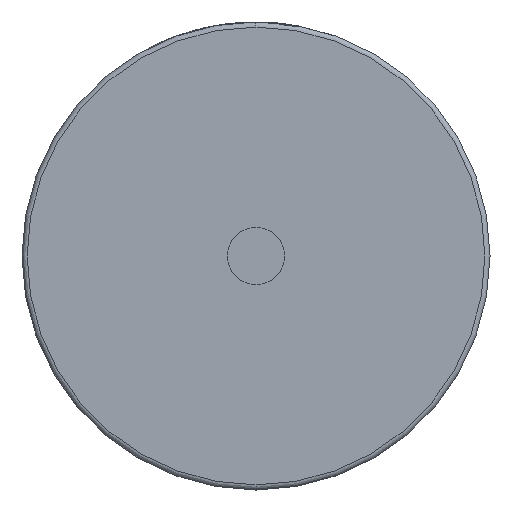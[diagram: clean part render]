
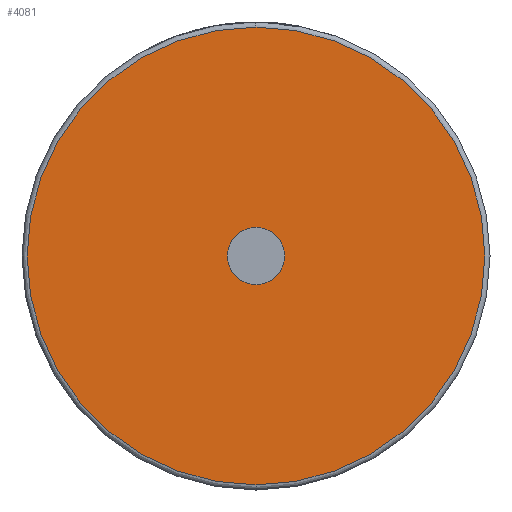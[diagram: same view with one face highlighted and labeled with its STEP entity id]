
A CAD part, left-side view. The second image highlights one B-rep face of the part: STEP entity #4081.
In plain terms, the highlighted planar face has unit normal (-1, 0, 0).
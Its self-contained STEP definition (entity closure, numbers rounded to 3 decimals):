
#12 = DIRECTION ( 'NONE',  ( 0., 0., -1. ) ) ;
#148 = CARTESIAN_POINT ( 'NONE',  ( 0., 0., 0. ) ) ;
#166 = EDGE_CURVE ( 'NONE', #3754, #3796, #4615, .T. ) ;
#218 = CARTESIAN_POINT ( 'NONE',  ( 0., 0., -0.28 ) ) ;
#279 = EDGE_CURVE ( 'NONE', #3796, #3754, #400, .T. ) ;
#318 = EDGE_LOOP ( 'NONE', ( #3399, #2842 ) ) ;
#400 = CIRCLE ( 'NONE', #1450, 2.235 ) ;
#413 = PLANE ( 'NONE',  #3636 ) ;
#441 = CARTESIAN_POINT ( 'NONE',  ( 0., 0., 2.235 ) ) ;
#705 = AXIS2_PLACEMENT_3D ( 'NONE', #1547, #3432, #3063 ) ;
#907 = DIRECTION ( 'NONE',  ( -1., 0., 0. ) ) ;
#1116 = EDGE_CURVE ( 'NONE', #1214, #3424, #3363, .T. ) ;
#1214 = VERTEX_POINT ( 'NONE', #3195 ) ;
#1281 = EDGE_LOOP ( 'NONE', ( #3683, #3233 ) ) ;
#1450 = AXIS2_PLACEMENT_3D ( 'NONE', #4669, #3698, #2092 ) ;
#1452 = CIRCLE ( 'NONE', #2524, 0.28 ) ;
#1547 = CARTESIAN_POINT ( 'NONE',  ( 0., 0., 0. ) ) ;
#1563 = CARTESIAN_POINT ( 'NONE',  ( 0., 0., -2.235 ) ) ;
#1630 = DIRECTION ( 'NONE',  ( -1., 0., 0. ) ) ;
#1693 = DIRECTION ( 'NONE',  ( 1., 0., 0. ) ) ;
#2044 = FACE_OUTER_BOUND ( 'NONE', #318, .T. ) ;
#2092 = DIRECTION ( 'NONE',  ( 0., 0., -1. ) ) ;
#2405 = DIRECTION ( 'NONE',  ( 0., 0., -1. ) ) ;
#2524 = AXIS2_PLACEMENT_3D ( 'NONE', #3521, #907, #4733 ) ;
#2842 = ORIENTED_EDGE ( 'NONE', *, *, #279, .T. ) ;
#3063 = DIRECTION ( 'NONE',  ( 0., 0., -1. ) ) ;
#3195 = CARTESIAN_POINT ( 'NONE',  ( 0., 0., 0.28 ) ) ;
#3233 = ORIENTED_EDGE ( 'NONE', *, *, #1116, .F. ) ;
#3363 = CIRCLE ( 'NONE', #705, 0.28 ) ;
#3399 = ORIENTED_EDGE ( 'NONE', *, *, #166, .T. ) ;
#3424 = VERTEX_POINT ( 'NONE', #218 ) ;
#3432 = DIRECTION ( 'NONE',  ( -1., 0., 0. ) ) ;
#3521 = CARTESIAN_POINT ( 'NONE',  ( 0., 0., 0. ) ) ;
#3636 = AXIS2_PLACEMENT_3D ( 'NONE', #148, #1693, #2405 ) ;
#3683 = ORIENTED_EDGE ( 'NONE', *, *, #3769, .F. ) ;
#3698 = DIRECTION ( 'NONE',  ( -1., 0., 0. ) ) ;
#3754 = VERTEX_POINT ( 'NONE', #1563 ) ;
#3769 = EDGE_CURVE ( 'NONE', #3424, #1214, #1452, .T. ) ;
#3796 = VERTEX_POINT ( 'NONE', #441 ) ;
#4081 = ADVANCED_FACE ( 'NONE', ( #2044, #4261 ), #413, .F. ) ;
#4256 = CARTESIAN_POINT ( 'NONE',  ( 0., 0., 0. ) ) ;
#4261 = FACE_BOUND ( 'NONE', #1281, .T. ) ;
#4526 = AXIS2_PLACEMENT_3D ( 'NONE', #4256, #1630, #12 ) ;
#4615 = CIRCLE ( 'NONE', #4526, 2.235 ) ;
#4669 = CARTESIAN_POINT ( 'NONE',  ( 0., 0., 0. ) ) ;
#4733 = DIRECTION ( 'NONE',  ( 0., 0., -1. ) ) ;
